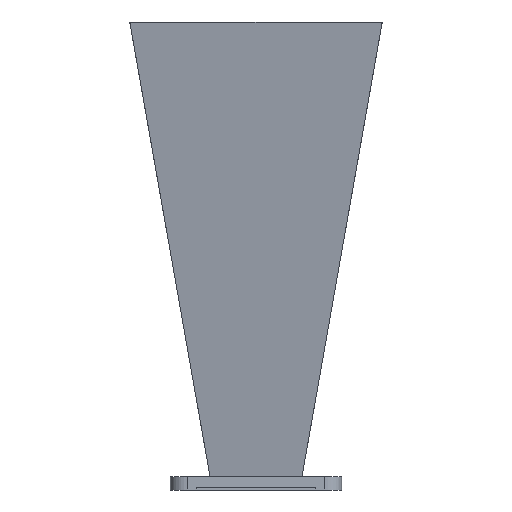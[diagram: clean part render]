
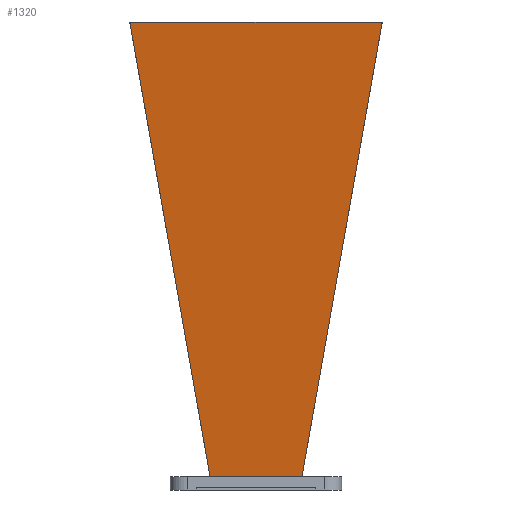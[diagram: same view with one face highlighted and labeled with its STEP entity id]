
A CAD part, front view. The second image highlights one B-rep face of the part: STEP entity #1320.
In plain terms, the highlighted planar face has unit normal (0, -0.991, -0.137).
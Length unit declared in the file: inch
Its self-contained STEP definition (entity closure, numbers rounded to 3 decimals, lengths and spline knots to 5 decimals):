
#39 = LINE ( 'NONE', #1353, #2662 ) ;
#108 = CARTESIAN_POINT ( 'NONE',  ( -0.28567, -0.462, 0.25 ) ) ;
#188 = VERTEX_POINT ( 'NONE', #2274 ) ;
#279 = DIRECTION ( 'NONE',  ( 0.172, -0.135, 0.976 ) ) ;
#350 = CARTESIAN_POINT ( 'NONE',  ( -2.35041, -1.63375, 8.711 ) ) ;
#407 = ORIENTED_EDGE ( 'NONE', *, *, #1874, .F. ) ;
#549 = VERTEX_POINT ( 'NONE', #811 ) ;
#620 = VECTOR ( 'NONE', #1134, 39.37008 ) ;
#715 = LINE ( 'NONE', #2413, #620 ) ;
#811 = CARTESIAN_POINT ( 'NONE',  ( 2.35041, -1.63375, 8.711 ) ) ;
#818 = DIRECTION ( 'NONE',  ( 0., 0.991, 0.137 ) ) ;
#879 = DIRECTION ( 'NONE',  ( -0.172, -0.135, 0.976 ) ) ;
#944 = VERTEX_POINT ( 'NONE', #1251 ) ;
#996 = CARTESIAN_POINT ( 'NONE',  ( 0.28567, -0.462, 0.25 ) ) ;
#1031 = EDGE_CURVE ( 'NONE', #944, #549, #39, .T. ) ;
#1134 = DIRECTION ( 'NONE',  ( 1., 0., 0. ) ) ;
#1251 = CARTESIAN_POINT ( 'NONE',  ( 0.857, -0.462, 0.25 ) ) ;
#1261 = EDGE_LOOP ( 'NONE', ( #2378, #2656, #2484, #407 ) ) ;
#1305 = CARTESIAN_POINT ( 'NONE',  ( 0., -0.41934, -0.05807 ) ) ;
#1320 = ADVANCED_FACE ( 'NONE', ( #1958 ), #2527, .F. ) ;
#1331 = DIRECTION ( 'NONE',  ( 0., 0.137, -0.991 ) ) ;
#1353 = CARTESIAN_POINT ( 'NONE',  ( 0.857, -0.462, 0.25 ) ) ;
#1395 = CARTESIAN_POINT ( 'NONE',  ( -0.857, -0.462, 0.25 ) ) ;
#1610 = VECTOR ( 'NONE', #879, 39.37008 ) ;
#1651 = EDGE_CURVE ( 'NONE', #188, #2008, #2587, .T. ) ;
#1687 = B_SPLINE_CURVE_WITH_KNOTS ( 'NONE', 3,
 ( #2012, #996, #108, #1395 ),
 .UNSPECIFIED., .F., .F.,
 ( 4, 4 ),
 ( 0., 1. ),
 .UNSPECIFIED. ) ;
#1874 = EDGE_CURVE ( 'NONE', #944, #188, #1687, .T. ) ;
#1958 = FACE_OUTER_BOUND ( 'NONE', #1261, .T. ) ;
#2008 = VERTEX_POINT ( 'NONE', #350 ) ;
#2012 = CARTESIAN_POINT ( 'NONE',  ( 0.857, -0.462, 0.25 ) ) ;
#2111 = EDGE_CURVE ( 'NONE', #2008, #549, #715, .T. ) ;
#2274 = CARTESIAN_POINT ( 'NONE',  ( -0.857, -0.462, 0.25 ) ) ;
#2378 = ORIENTED_EDGE ( 'NONE', *, *, #1031, .T. ) ;
#2413 = CARTESIAN_POINT ( 'NONE',  ( -2.352, -1.63375, 8.711 ) ) ;
#2484 = ORIENTED_EDGE ( 'NONE', *, *, #1651, .F. ) ;
#2527 = PLANE ( 'NONE',  #2786 ) ;
#2587 = LINE ( 'NONE', #2781, #1610 ) ;
#2656 = ORIENTED_EDGE ( 'NONE', *, *, #2111, .F. ) ;
#2662 = VECTOR ( 'NONE', #279, 39.37008 ) ;
#2781 = CARTESIAN_POINT ( 'NONE',  ( -0.857, -0.462, 0.25 ) ) ;
#2786 = AXIS2_PLACEMENT_3D ( 'NONE', #1305, #818, #1331 ) ;
